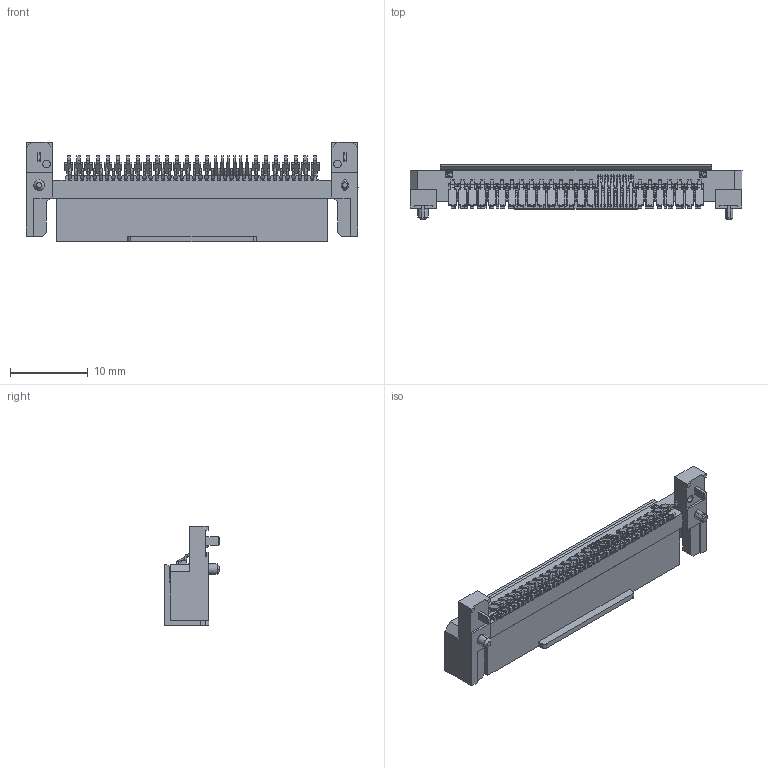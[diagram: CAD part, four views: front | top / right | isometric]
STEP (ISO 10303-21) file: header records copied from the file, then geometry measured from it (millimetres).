
FILE_DESCRIPTION (( 'STEP AP214' ), '1' );
FILE_NAME ('270-068-671-001.STEP', '2020-05-19T12:55:44', ( '' ), ( '' ), 'SwSTEP 2.0', 'SolidWorks 2020', '' );
FILE_SCHEMA (( 'AUTOMOTIVE_DESIGN' ));
Length unit declared in the file: millimetre
Products named in the file (1): 270-068-671-001
Bounding box: 42.73 x 7.15 x 12.85 mm (x, y, z)
Volume: 1308.3 mm3; surface area: 2920.5 mm2
Topology: 69 solids, 69 shells, 3881 faces, 10854 edges, 7039 vertices
Faces by surface type: plane 3026, cylinder 823, bspline 28, cone 4
Entity records: 169402 total; most frequent: CARTESIAN_POINT 28425, ORIENTED_EDGE 21692, DIRECTION 18251, EDGE_CURVE 10846, LINE 7937, VECTOR 7937, VERTEX_POINT 7039, AXIS2_PLACEMENT_3D 5157
